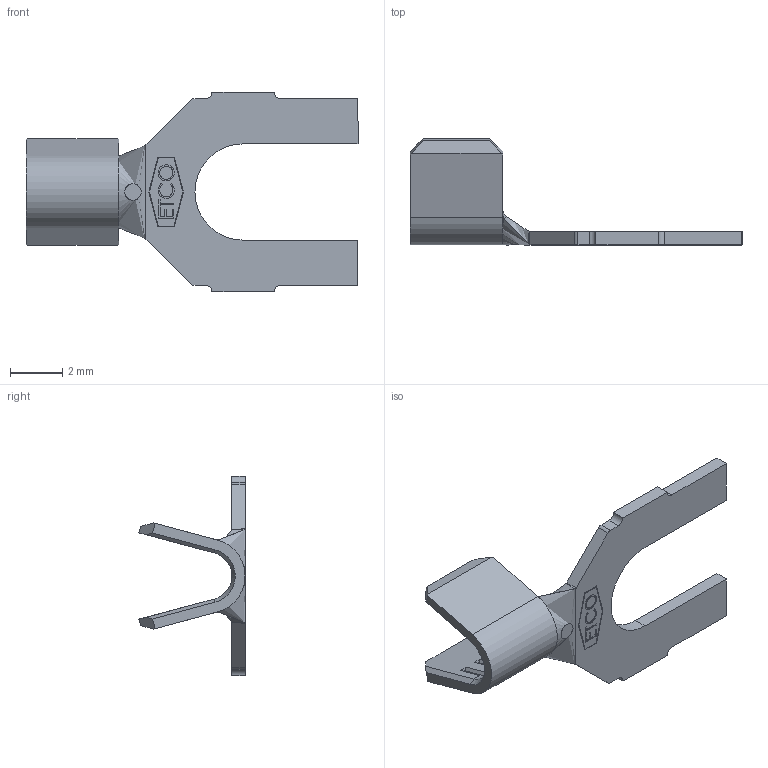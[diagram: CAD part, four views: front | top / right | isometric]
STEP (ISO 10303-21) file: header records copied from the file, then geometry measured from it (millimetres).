
FILE_DESCRIPTION (( 'STEP AP203' ), '1' );
FILE_NAME ('03098.STEP', '2019-12-24T16:33:57', ( 'tempuser' ), ( 'Microsoft' ), 'SwSTEP 2.0', 'SolidWorks 2019', '' );
FILE_SCHEMA (( 'CONFIG_CONTROL_DESIGN' ));
Length unit declared in the file: inch
Products named in the file (1): 03098
Bounding box: 12.7 x 4.06 x 7.65 mm (x, y, z)
Volume: 34.3 mm3; surface area: 170 mm2
Topology: 1 solids, 1 shells, 158 faces, 406 edges, 258 vertices
Faces by surface type: plane 105, bspline 25, cylinder 19, cone 9
Entity records: 6179 total; most frequent: CARTESIAN_POINT 2441, ORIENTED_EDGE 812, DIRECTION 651, EDGE_CURVE 406, LINE 309, VECTOR 309, VERTEX_POINT 258, AXIS2_PLACEMENT_3D 171
